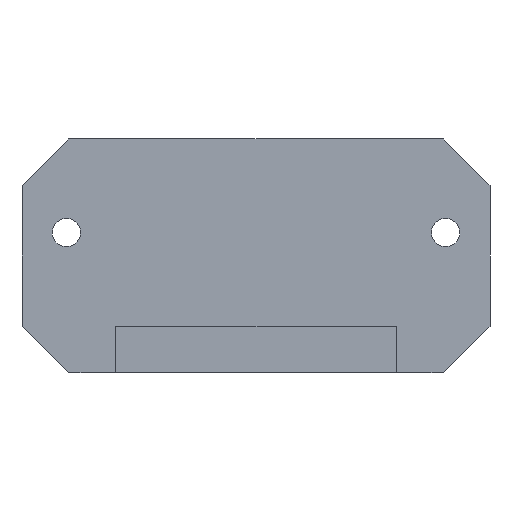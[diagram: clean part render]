
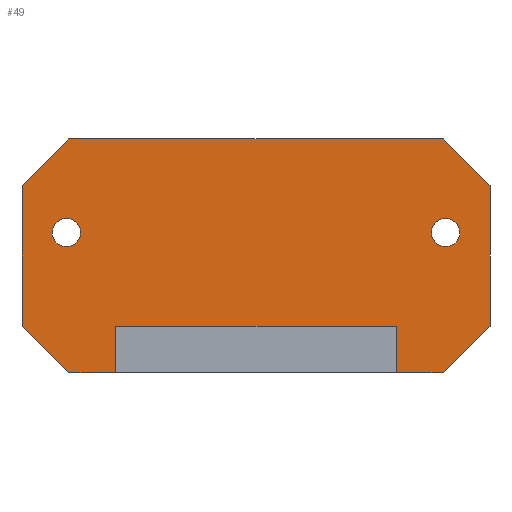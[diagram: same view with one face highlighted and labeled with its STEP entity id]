
A CAD part, front view. The second image highlights one B-rep face of the part: STEP entity #49.
In plain terms, the highlighted planar face has unit normal (0, -1, 0).
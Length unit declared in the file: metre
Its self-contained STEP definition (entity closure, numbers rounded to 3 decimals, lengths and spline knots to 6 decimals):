
#49 = ADVANCED_FACE( '', ( #74, #75, #76 ), #77, .F. );
#74 = FACE_BOUND( '', #137, .T. );
#75 = FACE_BOUND( '', #138, .T. );
#76 = FACE_OUTER_BOUND( '', #139, .T. );
#77 = PLANE( '', #140 );
#137 = EDGE_LOOP( '', ( #215 ) );
#138 = EDGE_LOOP( '', ( #216 ) );
#139 = EDGE_LOOP( '', ( #217, #218, #219, #220, #221, #222, #223, #224, #225, #226, #227, #228 ) );
#140 = AXIS2_PLACEMENT_3D( '', #229, #230, #231 );
#215 = ORIENTED_EDGE( '', *, *, #369, .F. );
#216 = ORIENTED_EDGE( '', *, *, #370, .F. );
#217 = ORIENTED_EDGE( '', *, *, #371, .F. );
#218 = ORIENTED_EDGE( '', *, *, #372, .F. );
#219 = ORIENTED_EDGE( '', *, *, #373, .T. );
#220 = ORIENTED_EDGE( '', *, *, #374, .F. );
#221 = ORIENTED_EDGE( '', *, *, #375, .T. );
#222 = ORIENTED_EDGE( '', *, *, #368, .T. );
#223 = ORIENTED_EDGE( '', *, *, #376, .F. );
#224 = ORIENTED_EDGE( '', *, *, #377, .T. );
#225 = ORIENTED_EDGE( '', *, *, #362, .F. );
#226 = ORIENTED_EDGE( '', *, *, #378, .T. );
#227 = ORIENTED_EDGE( '', *, *, #357, .T. );
#228 = ORIENTED_EDGE( '', *, *, #379, .F. );
#229 = CARTESIAN_POINT( '', ( 0.015, 0.018, 0.025 ) );
#230 = DIRECTION( '', ( 0., 1., 0. ) );
#231 = DIRECTION( '', ( 0., 0., 1. ) );
#357 = EDGE_CURVE( '', #407, #408, #409, .T. );
#362 = EDGE_CURVE( '', #416, #418, #419, .T. );
#368 = EDGE_CURVE( '', #424, #428, #430, .T. );
#369 = EDGE_CURVE( '', #431, #431, #432, .T. );
#370 = EDGE_CURVE( '', #433, #433, #434, .T. );
#371 = EDGE_CURVE( '', #435, #436, #437, .T. );
#372 = EDGE_CURVE( '', #438, #435, #439, .T. );
#373 = EDGE_CURVE( '', #438, #440, #441, .T. );
#374 = EDGE_CURVE( '', #442, #440, #443, .T. );
#375 = EDGE_CURVE( '', #442, #424, #444, .T. );
#376 = EDGE_CURVE( '', #445, #428, #446, .T. );
#377 = EDGE_CURVE( '', #445, #418, #447, .T. );
#378 = EDGE_CURVE( '', #416, #407, #448, .T. );
#379 = EDGE_CURVE( '', #436, #408, #449, .T. );
#407 = VERTEX_POINT( '', #495 );
#408 = VERTEX_POINT( '', #496 );
#409 = LINE( '', #497, #498 );
#416 = VERTEX_POINT( '', #508 );
#418 = VERTEX_POINT( '', #511 );
#419 = LINE( '', #512, #513 );
#424 = VERTEX_POINT( '', #520 );
#428 = VERTEX_POINT( '', #526 );
#430 = LINE( '', #529, #530 );
#431 = VERTEX_POINT( '', #531 );
#432 = CIRCLE( '', #532, 0.00151 );
#433 = VERTEX_POINT( '', #533 );
#434 = CIRCLE( '', #534, 0.00151 );
#435 = VERTEX_POINT( '', #535 );
#436 = VERTEX_POINT( '', #536 );
#437 = LINE( '', #537, #538 );
#438 = VERTEX_POINT( '', #539 );
#439 = LINE( '', #540, #541 );
#440 = VERTEX_POINT( '', #542 );
#441 = LINE( '', #543, #544 );
#442 = VERTEX_POINT( '', #545 );
#443 = LINE( '', #546, #547 );
#444 = LINE( '', #548, #549 );
#445 = VERTEX_POINT( '', #550 );
#446 = LINE( '', #551, #552 );
#447 = LINE( '', #553, #554 );
#448 = LINE( '', #555, #556 );
#449 = LINE( '', #557, #558 );
#495 = CARTESIAN_POINT( '', ( 0.03, 0.018, 0.005 ) );
#496 = CARTESIAN_POINT( '', ( 0.03, 0.018, 0. ) );
#497 = CARTESIAN_POINT( '', ( 0.03, 0.018, 0.025 ) );
#498 = VECTOR( '', #619, 1. );
#508 = CARTESIAN_POINT( '', ( 0., 0.018, 0.005 ) );
#511 = CARTESIAN_POINT( '', ( 0., 0.018, 0. ) );
#512 = CARTESIAN_POINT( '', ( 0., 0.018, 0.0125 ) );
#513 = VECTOR( '', #624, 1. );
#520 = CARTESIAN_POINT( '', ( -0.01, 0.018, 0.02 ) );
#526 = CARTESIAN_POINT( '', ( -0.01, 0.018, 0.005 ) );
#529 = CARTESIAN_POINT( '', ( -0.01, 0.018, 0.0125 ) );
#530 = VECTOR( '', #630, 1. );
#531 = CARTESIAN_POINT( '', ( -0.00374, 0.018, 0.015 ) );
#532 = AXIS2_PLACEMENT_3D( '', #631, #632, #633 );
#533 = CARTESIAN_POINT( '', ( 0.03676, 0.018, 0.015 ) );
#534 = AXIS2_PLACEMENT_3D( '', #634, #635, #636 );
#535 = CARTESIAN_POINT( '', ( 0.04, 0.018, 0.005 ) );
#536 = CARTESIAN_POINT( '', ( 0.035, 0.018, 0. ) );
#537 = CARTESIAN_POINT( '', ( 0.037273, 0.018, 0.002273 ) );
#538 = VECTOR( '', #637, 1. );
#539 = CARTESIAN_POINT( '', ( 0.04, 0.018, 0.02 ) );
#540 = CARTESIAN_POINT( '', ( 0.04, 0.018, 0.025 ) );
#541 = VECTOR( '', #638, 1. );
#542 = CARTESIAN_POINT( '', ( 0.035, 0.018, 0.025 ) );
#543 = CARTESIAN_POINT( '', ( 0.037285, 0.018, 0.022715 ) );
#544 = VECTOR( '', #639, 1. );
#545 = CARTESIAN_POINT( '', ( -0.005, 0.018, 0.025 ) );
#546 = CARTESIAN_POINT( '', ( 0.015, 0.018, 0.025 ) );
#547 = VECTOR( '', #640, 1. );
#548 = CARTESIAN_POINT( '', ( -0.007686, 0.018, 0.022314 ) );
#549 = VECTOR( '', #641, 1. );
#550 = CARTESIAN_POINT( '', ( -0.005, 0.018, 0. ) );
#551 = CARTESIAN_POINT( '', ( -0.007546, 0.018, 0.002546 ) );
#552 = VECTOR( '', #642, 1. );
#553 = CARTESIAN_POINT( '', ( -0.01, 0.018, 0. ) );
#554 = VECTOR( '', #643, 1. );
#555 = CARTESIAN_POINT( '', ( 0.015, 0.018, 0.005 ) );
#556 = VECTOR( '', #644, 1. );
#557 = CARTESIAN_POINT( '', ( 0.04, 0.018, 0. ) );
#558 = VECTOR( '', #645, 1. );
#619 = DIRECTION( '', ( 0., 0., -1. ) );
#624 = DIRECTION( '', ( 0., 0., -1. ) );
#630 = DIRECTION( '', ( 0., 0., -1. ) );
#631 = CARTESIAN_POINT( '', ( -0.00525, 0.018, 0.015 ) );
#632 = DIRECTION( '', ( 0., -1., 0. ) );
#633 = DIRECTION( '', ( 1., 0., 0. ) );
#634 = CARTESIAN_POINT( '', ( 0.03525, 0.018, 0.015 ) );
#635 = DIRECTION( '', ( 0., -1., 0. ) );
#636 = DIRECTION( '', ( 1., 0., 0. ) );
#637 = DIRECTION( '', ( -0.707, 0., -0.707 ) );
#638 = DIRECTION( '', ( 0., 0., -1. ) );
#639 = DIRECTION( '', ( -0.707, 0., 0.707 ) );
#640 = DIRECTION( '', ( 1., 0., 0. ) );
#641 = DIRECTION( '', ( -0.707, 0., -0.707 ) );
#642 = DIRECTION( '', ( -0.707, 0., 0.707 ) );
#643 = DIRECTION( '', ( 1., 0., 0. ) );
#644 = DIRECTION( '', ( 1., 0., 0. ) );
#645 = DIRECTION( '', ( -1., 0., 0. ) );
